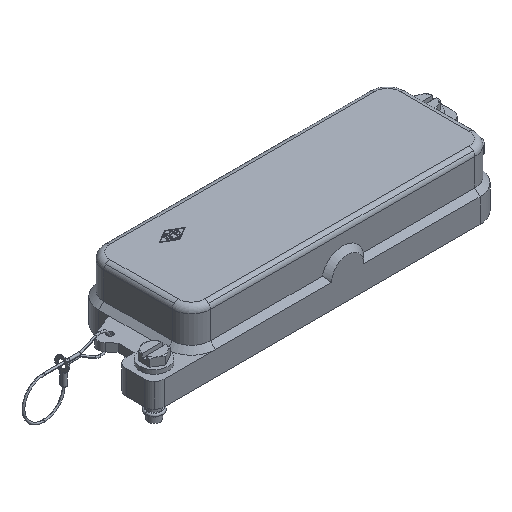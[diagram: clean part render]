
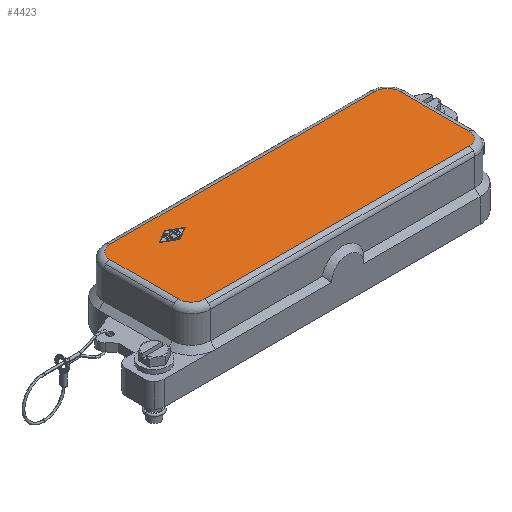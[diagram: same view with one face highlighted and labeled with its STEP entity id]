
A CAD part, isometric view. The second image highlights one B-rep face of the part: STEP entity #4423.
In plain terms, the highlighted planar face has unit normal (0, 0, 1).
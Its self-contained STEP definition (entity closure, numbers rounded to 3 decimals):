
#2059=CARTESIAN_POINT('',(-65.75,23.5,31.));
#2060=VERTEX_POINT('',#2059);
#2068=CARTESIAN_POINT('',(65.75,23.5,31.));
#2069=VERTEX_POINT('',#2068);
#2070=CARTESIAN_POINT('',(-65.75,23.5,31.));
#2071=DIRECTION('',(1.0,0.0,0.0));
#2072=VECTOR('',#2071,131.5);
#2073=LINE('',#2070,#2072);
#2074=EDGE_CURVE('',#2060,#2069,#2073,.T.);
#2101=CARTESIAN_POINT('',(-72.25,-17.,31.));
#2102=VERTEX_POINT('',#2101);
#2110=CARTESIAN_POINT('',(-72.25,17.,31.));
#2111=VERTEX_POINT('',#2110);
#2112=CARTESIAN_POINT('',(-72.25,-17.,31.));
#2113=DIRECTION('',(0.0,1.0,0.0));
#2114=VECTOR('',#2113,34.);
#2115=LINE('',#2112,#2114);
#2116=EDGE_CURVE('',#2102,#2111,#2115,.T.);
#2143=CARTESIAN_POINT('',(72.25,17.,31.));
#2144=VERTEX_POINT('',#2143);
#2152=CARTESIAN_POINT('',(72.25,-17.,31.));
#2153=VERTEX_POINT('',#2152);
#2154=CARTESIAN_POINT('',(72.25,17.,31.));
#2155=DIRECTION('',(0.0,-1.0,0.0));
#2156=VECTOR('',#2155,34.);
#2157=LINE('',#2154,#2156);
#2158=EDGE_CURVE('',#2144,#2153,#2157,.T.);
#2185=CARTESIAN_POINT('',(65.75,-23.5,31.));
#2186=VERTEX_POINT('',#2185);
#2194=CARTESIAN_POINT('',(-65.75,-23.5,31.));
#2195=VERTEX_POINT('',#2194);
#2196=CARTESIAN_POINT('',(65.75,-23.5,31.));
#2197=DIRECTION('',(-1.0,0.0,0.0));
#2198=VECTOR('',#2197,131.5);
#2199=LINE('',#2196,#2198);
#2200=EDGE_CURVE('',#2186,#2195,#2199,.T.);
#3613=CARTESIAN_POINT('',(-39.75,12.,31.0));
#3614=VERTEX_POINT('',#3613);
#3621=CARTESIAN_POINT('',(-46.25,15.749,31.0));
#3622=VERTEX_POINT('',#3621);
#3623=CARTESIAN_POINT('',(-46.25,15.749,31.0));
#3624=DIRECTION('',(0.866,-0.5,0.0));
#3625=VECTOR('',#3624,7.504);
#3626=LINE('',#3623,#3625);
#3627=EDGE_CURVE('',#3622,#3614,#3626,.T.);
#3651=CARTESIAN_POINT('',(-46.25,8.251,31.0));
#3652=VERTEX_POINT('',#3651);
#3659=CARTESIAN_POINT('',(-39.75,12.,31.0));
#3660=DIRECTION('',(-0.866,-0.5,0.0));
#3661=VECTOR('',#3660,7.504);
#3662=LINE('',#3659,#3661);
#3663=EDGE_CURVE('',#3614,#3652,#3662,.T.);
#3682=CARTESIAN_POINT('',(-52.75,12.,31.0));
#3683=VERTEX_POINT('',#3682);
#3690=CARTESIAN_POINT('',(-46.25,8.251,31.0));
#3691=DIRECTION('',(-0.866,0.5,0.0));
#3692=VECTOR('',#3691,7.504);
#3693=LINE('',#3690,#3692);
#3694=EDGE_CURVE('',#3652,#3683,#3693,.T.);
#3712=CARTESIAN_POINT('',(-52.75,12.,31.0));
#3713=DIRECTION('',(0.866,0.5,0.0));
#3714=VECTOR('',#3713,7.504);
#3715=LINE('',#3712,#3714);
#3716=EDGE_CURVE('',#3683,#3622,#3715,.T.);
#4378=CARTESIAN_POINT('',(0.,0.,31.));
#4379=DIRECTION('',(0.0,0.0,1.0));
#4380=DIRECTION('',(1.0,0.0,0.0));
#4381=AXIS2_PLACEMENT_3D('',#4378,#4379,#4380);
#4382=PLANE('',#4381);
#4383=ORIENTED_EDGE('',*,*,#2200,.F.);
#4384=CARTESIAN_POINT('',(65.75,-17.,31.));
#4385=DIRECTION('',(0.,0.,-1.));
#4386=DIRECTION('',(0.707,-0.707,0.));
#4387=AXIS2_PLACEMENT_3D('',#4384,#4385,#4386);
#4388=CIRCLE('',#4387,6.5);
#4389=EDGE_CURVE('',#2153,#2186,#4388,.T.);
#4390=ORIENTED_EDGE('',*,*,#4389,.F.);
#4391=ORIENTED_EDGE('',*,*,#2158,.F.);
#4392=CARTESIAN_POINT('',(65.75,17.,31.));
#4393=DIRECTION('',(0.,0.,-1.));
#4394=DIRECTION('',(0.707,0.707,0.));
#4395=AXIS2_PLACEMENT_3D('',#4392,#4393,#4394);
#4396=CIRCLE('',#4395,6.5);
#4397=EDGE_CURVE('',#2069,#2144,#4396,.T.);
#4398=ORIENTED_EDGE('',*,*,#4397,.F.);
#4399=ORIENTED_EDGE('',*,*,#2074,.F.);
#4400=CARTESIAN_POINT('',(-65.75,17.,31.));
#4401=DIRECTION('',(0.,0.,-1.0));
#4402=DIRECTION('',(-0.707,0.707,0.));
#4403=AXIS2_PLACEMENT_3D('',#4400,#4401,#4402);
#4404=CIRCLE('',#4403,6.5);
#4405=EDGE_CURVE('',#2111,#2060,#4404,.T.);
#4406=ORIENTED_EDGE('',*,*,#4405,.F.);
#4407=ORIENTED_EDGE('',*,*,#2116,.F.);
#4408=CARTESIAN_POINT('',(-65.75,-17.,31.));
#4409=DIRECTION('',(0.,0.,-1.));
#4410=DIRECTION('',(-0.707,-0.707,0.));
#4411=AXIS2_PLACEMENT_3D('',#4408,#4409,#4410);
#4412=CIRCLE('',#4411,6.5);
#4413=EDGE_CURVE('',#2195,#2102,#4412,.T.);
#4414=ORIENTED_EDGE('',*,*,#4413,.F.);
#4415=EDGE_LOOP('',(#4383,#4390,#4391,#4398,#4399,#4406,#4407,#4414));
#4416=FACE_OUTER_BOUND('',#4415,.T.);
#4417=ORIENTED_EDGE('',*,*,#3627,.T.);
#4418=ORIENTED_EDGE('',*,*,#3663,.T.);
#4419=ORIENTED_EDGE('',*,*,#3694,.T.);
#4420=ORIENTED_EDGE('',*,*,#3716,.T.);
#4421=EDGE_LOOP('',(#4417,#4418,#4419,#4420));
#4422=FACE_BOUND('',#4421,.T.);
#4423=ADVANCED_FACE('',(#4416,#4422),#4382,.T.);
